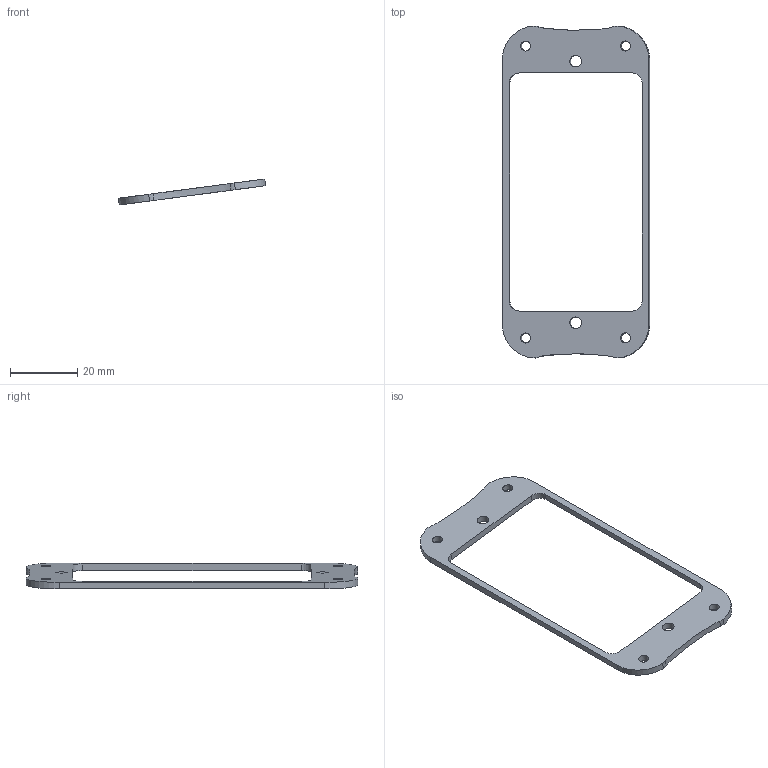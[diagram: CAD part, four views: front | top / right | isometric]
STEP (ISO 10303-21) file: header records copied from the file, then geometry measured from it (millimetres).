
FILE_DESCRIPTION(/* description */ (''),/* implementation_level */ '2;1');
FILE_NAME(/* name */ 'Humbucker Ring.step',/* time_stamp */ '2024-09-04T18:19:53-04:00',/* author */ (''),/* organization */ (''),/* preprocessor_version */ 'ST-DEVELOPER v20',/* originating_system */ 'Autodesk Translation Framework v13.14.0.145',/* authorisation */ '');
FILE_SCHEMA (('AUTOMOTIVE_DESIGN { 1 0 10303 214 3 1 1 }'));
Length unit declared in the file: millimetre
Products named in the file (1): Humbucker Ring
Bounding box: 43.88 x 98.93 x 7.73 mm (x, y, z)
Volume: 2685.6 mm3; surface area: 3777.2 mm2
Topology: 1 solids, 1 shells, 28 faces, 78 edges, 52 vertices
Faces by surface type: cylinder 14, plane 8, bspline 6
Full cylindrical faces by diameter (mm): 3 x4, 3.5 x2
Entity records: 1040 total; most frequent: CARTESIAN_POINT 285, ORIENTED_EDGE 156, DIRECTION 132, EDGE_CURVE 78, VERTEX_POINT 52, AXIS2_PLACEMENT_3D 51, EDGE_LOOP 42, LINE 30
